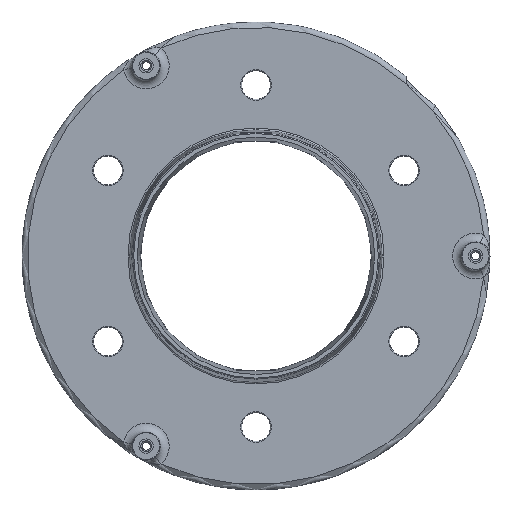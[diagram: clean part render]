
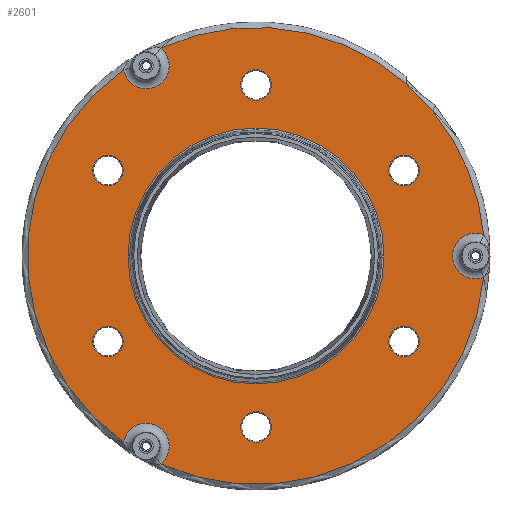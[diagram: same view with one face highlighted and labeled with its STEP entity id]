
A CAD part, top view. The second image highlights one B-rep face of the part: STEP entity #2601.
In plain terms, the highlighted planar face has unit normal (0, 0, 1).
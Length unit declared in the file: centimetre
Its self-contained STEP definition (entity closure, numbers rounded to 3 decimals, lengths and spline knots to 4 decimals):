
#125=FACE_BOUND('',#573,.T.);
#126=FACE_BOUND('',#574,.T.);
#127=FACE_BOUND('',#575,.T.);
#128=FACE_BOUND('',#576,.T.);
#129=FACE_BOUND('',#577,.T.);
#130=FACE_BOUND('',#578,.T.);
#131=FACE_BOUND('',#579,.T.);
#176=PLANE('',#2995);
#357=FACE_OUTER_BOUND('',#572,.T.);
#572=EDGE_LOOP('',(#2300,#2301,#2302,#2303,#2304,#2305,#2306));
#573=EDGE_LOOP('',(#2307));
#574=EDGE_LOOP('',(#2308));
#575=EDGE_LOOP('',(#2309));
#576=EDGE_LOOP('',(#2310));
#577=EDGE_LOOP('',(#2311));
#578=EDGE_LOOP('',(#2312));
#579=EDGE_LOOP('',(#2313));
#967=CIRCLE('',#2843,8.5);
#973=CIRCLE('',#2852,8.5);
#979=CIRCLE('',#2861,8.5);
#985=CIRCLE('',#2870,8.5);
#991=CIRCLE('',#2879,8.5);
#997=CIRCLE('',#2888,8.5);
#1034=CIRCLE('',#2955,12.7676);
#1037=CIRCLE('',#2959,127.);
#1038=CIRCLE('',#2960,127.);
#1039=CIRCLE('',#2961,127.);
#1040=CIRCLE('',#2962,127.);
#1045=CIRCLE('',#2968,12.7676);
#1050=CIRCLE('',#2974,12.7676);
#1061=CIRCLE('',#2994,71.0974);
#1180=VERTEX_POINT('',#4361);
#1185=VERTEX_POINT('',#4377);
#1190=VERTEX_POINT('',#4393);
#1195=VERTEX_POINT('',#4409);
#1200=VERTEX_POINT('',#4425);
#1205=VERTEX_POINT('',#4441);
#1238=VERTEX_POINT('',#4555);
#1242=VERTEX_POINT('',#4562);
#1245=VERTEX_POINT('',#4875);
#1246=VERTEX_POINT('',#4878);
#1248=VERTEX_POINT('',#4900);
#1249=VERTEX_POINT('',#4919);
#1251=VERTEX_POINT('',#4941);
#1266=VERTEX_POINT('',#5592);
#1482=EDGE_CURVE('',#1180,#1180,#967,.T.);
#1490=EDGE_CURVE('',#1185,#1185,#973,.T.);
#1498=EDGE_CURVE('',#1190,#1190,#979,.T.);
#1506=EDGE_CURVE('',#1195,#1195,#985,.T.);
#1514=EDGE_CURVE('',#1200,#1200,#991,.T.);
#1522=EDGE_CURVE('',#1205,#1205,#997,.T.);
#1576=EDGE_CURVE('',#1242,#1238,#1034,.T.);
#1583=EDGE_CURVE('',#1245,#1242,#1037,.T.);
#1584=EDGE_CURVE('',#1238,#1246,#1038,.T.);
#1587=EDGE_CURVE('',#1248,#1249,#1039,.T.);
#1590=EDGE_CURVE('',#1251,#1245,#1040,.T.);
#1595=EDGE_CURVE('',#1249,#1251,#1045,.T.);
#1602=EDGE_CURVE('',#1246,#1248,#1050,.T.);
#1619=EDGE_CURVE('',#1266,#1266,#1061,.T.);
#2300=ORIENTED_EDGE('',*,*,#1576,.F.);
#2301=ORIENTED_EDGE('',*,*,#1583,.F.);
#2302=ORIENTED_EDGE('',*,*,#1590,.F.);
#2303=ORIENTED_EDGE('',*,*,#1595,.F.);
#2304=ORIENTED_EDGE('',*,*,#1587,.F.);
#2305=ORIENTED_EDGE('',*,*,#1602,.F.);
#2306=ORIENTED_EDGE('',*,*,#1584,.F.);
#2307=ORIENTED_EDGE('',*,*,#1522,.F.);
#2308=ORIENTED_EDGE('',*,*,#1514,.F.);
#2309=ORIENTED_EDGE('',*,*,#1506,.F.);
#2310=ORIENTED_EDGE('',*,*,#1498,.F.);
#2311=ORIENTED_EDGE('',*,*,#1490,.F.);
#2312=ORIENTED_EDGE('',*,*,#1482,.F.);
#2313=ORIENTED_EDGE('',*,*,#1619,.T.);
#2601=ADVANCED_FACE('',(#357,#125,#126,#127,#128,#129,#130,#131),#176,.T.);
#2843=AXIS2_PLACEMENT_3D('',#4363,#3566,#3567);
#2852=AXIS2_PLACEMENT_3D('',#4379,#3586,#3587);
#2861=AXIS2_PLACEMENT_3D('',#4395,#3606,#3607);
#2870=AXIS2_PLACEMENT_3D('',#4411,#3626,#3627);
#2879=AXIS2_PLACEMENT_3D('',#4427,#3646,#3647);
#2888=AXIS2_PLACEMENT_3D('',#4443,#3666,#3667);
#2955=AXIS2_PLACEMENT_3D('',#4564,#3817,#3818);
#2959=AXIS2_PLACEMENT_3D('',#4877,#3825,#3826);
#2960=AXIS2_PLACEMENT_3D('',#4879,#3827,#3828);
#2961=AXIS2_PLACEMENT_3D('',#4920,#3829,#3830);
#2962=AXIS2_PLACEMENT_3D('',#4959,#3831,#3832);
#2968=AXIS2_PLACEMENT_3D('',#4968,#3843,#3844);
#2974=AXIS2_PLACEMENT_3D('',#5265,#3855,#3856);
#2994=AXIS2_PLACEMENT_3D('',#5594,#3899,#3900);
#2995=AXIS2_PLACEMENT_3D('',#5595,#3901,#3902);
#3566=DIRECTION('center_axis',(0.,0.,
1.));
#3567=DIRECTION('ref_axis',(-0.866,-0.5,0.));
#3586=DIRECTION('center_axis',(0.,0.,
1.));
#3587=DIRECTION('ref_axis',(-0.866,-0.5,0.));
#3606=DIRECTION('center_axis',(0.,0.,
1.));
#3607=DIRECTION('ref_axis',(-0.866,-0.5,0.));
#3626=DIRECTION('center_axis',(0.,0.,
1.));
#3627=DIRECTION('ref_axis',(-0.866,-0.5,0.));
#3646=DIRECTION('center_axis',(0.,0.,
1.));
#3647=DIRECTION('ref_axis',(-0.866,-0.5,0.));
#3666=DIRECTION('center_axis',(0.,0.,
1.));
#3667=DIRECTION('ref_axis',(-0.866,-0.5,0.));
#3817=DIRECTION('center_axis',(0.,0.,
1.));
#3818=DIRECTION('ref_axis',(-1.,0.,0.));
#3825=DIRECTION('center_axis',(0.,0.,
-1.));
#3826=DIRECTION('ref_axis',(-0.5,0.866,0.));
#3827=DIRECTION('center_axis',(0.,0.,
-1.));
#3828=DIRECTION('ref_axis',(-0.5,0.866,0.));
#3829=DIRECTION('center_axis',(0.,0.,
-1.));
#3830=DIRECTION('ref_axis',(-0.5,0.866,0.));
#3831=DIRECTION('center_axis',(0.,0.,
-1.));
#3832=DIRECTION('ref_axis',(-0.5,0.866,0.));
#3843=DIRECTION('center_axis',(0.,0.,
1.));
#3844=DIRECTION('ref_axis',(0.5,-0.866,0.));
#3855=DIRECTION('center_axis',(0.,0.,
1.));
#3856=DIRECTION('ref_axis',(0.5,0.866,0.));
#3899=DIRECTION('center_axis',(0.,0.,
-1.));
#3900=DIRECTION('ref_axis',(1.,0.,0.));
#3901=DIRECTION('center_axis',(0.,0.,
1.));
#3902=DIRECTION('ref_axis',(0.,-1.,0.));
#4361=CARTESIAN_POINT('',(802.5203,271.7186,-4.));
#4363=CARTESIAN_POINT('Origin',(798.2703,264.3574,-4.));
#4377=CARTESIAN_POINT('',(637.9754,256.9961,-4.));
#4379=CARTESIAN_POINT('Origin',(633.7254,264.3574,-4.));
#4393=CARTESIAN_POINT('',(707.4979,406.8574,-4.));
#4395=CARTESIAN_POINT('Origin',(715.9979,406.8574,-4.));
#4409=CARTESIAN_POINT('',(629.4754,351.9961,-4.));
#4411=CARTESIAN_POINT('Origin',(633.7254,359.3574,-4.));
#4425=CARTESIAN_POINT('',(724.4979,216.8574,-4.));
#4427=CARTESIAN_POINT('Origin',(715.9979,216.8574,-4.));
#4441=CARTESIAN_POINT('',(794.0203,366.7186,-4.));
#4443=CARTESIAN_POINT('Origin',(798.2703,359.3574,-4.));
#4555=CARTESIAN_POINT('',(842.4322,299.8846,-4.));
#4562=CARTESIAN_POINT('',(842.4322,323.8301,-4.));
#4564=CARTESIAN_POINT('Origin',(837.9979,311.8574,-4.));
#4875=CARTESIAN_POINT('',(825.9831,375.3574,-4.));
#4877=CARTESIAN_POINT('Origin',(715.9979,311.8574,-4.));
#4878=CARTESIAN_POINT('',(663.1494,196.3756,-4.));
#4879=CARTESIAN_POINT('Origin',(715.9979,311.8574,-4.));
#4900=CARTESIAN_POINT('',(642.4119,208.3483,-4.));
#4919=CARTESIAN_POINT('',(642.4119,415.3664,-4.));
#4920=CARTESIAN_POINT('Origin',(715.9979,311.8574,-4.));
#4941=CARTESIAN_POINT('',(663.1494,427.3391,-4.));
#4959=CARTESIAN_POINT('Origin',(715.9979,311.8574,-4.));
#4968=CARTESIAN_POINT('Origin',(654.9979,417.5125,-4.));
#5265=CARTESIAN_POINT('Origin',(654.9979,206.2023,-4.));
#5592=CARTESIAN_POINT('',(715.9979,240.7599,-4.));
#5594=CARTESIAN_POINT('Origin',(715.9979,311.8574,-4.));
#5595=CARTESIAN_POINT('Origin',(640.9979,311.8574,-4.));
